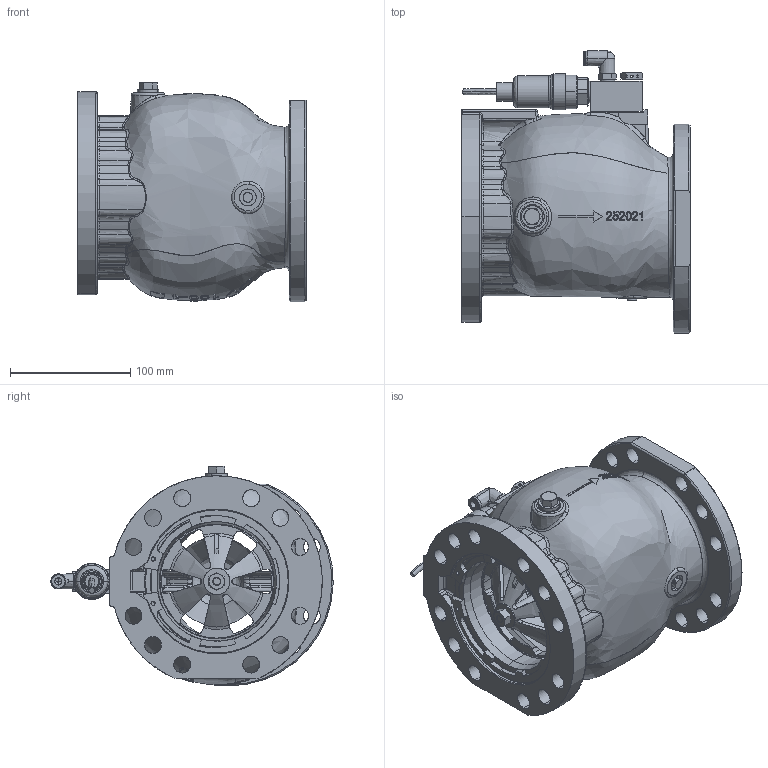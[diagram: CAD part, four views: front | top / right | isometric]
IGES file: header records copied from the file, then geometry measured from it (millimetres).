
Start section: SolidWorks IGES file using analytic representation for surfaces
Global section: file name: DV100-4D_252376.IGS; native system: SolidWorks 2014; preprocessor: SolidWorks 2014; author: LarsenR; date: 150429.153016; units: millimetre
Bounding box: 190 x 235.14 x 183 mm (x, y, z)
Surface area: 306597.8 mm2 (no closed solid volume)
Topology: 0 solids, 0 shells, 1009 faces, 9720 edges, 9711 vertices
Faces by surface type: bspline 625, revolution 384
